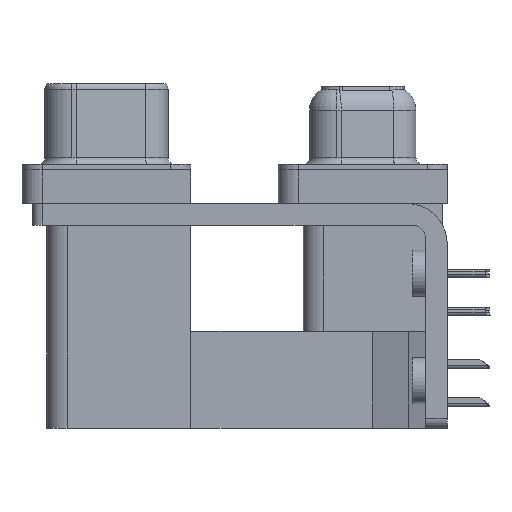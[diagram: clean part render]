
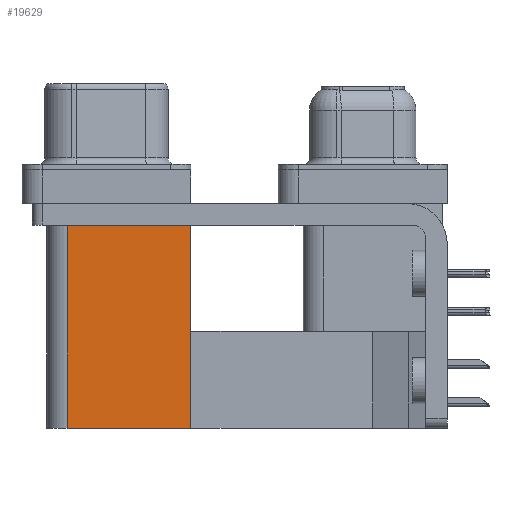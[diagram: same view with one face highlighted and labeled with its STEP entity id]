
A CAD part, left-side view. The second image highlights one B-rep face of the part: STEP entity #19629.
In plain terms, the highlighted planar face has unit normal (-1, 0, 0).
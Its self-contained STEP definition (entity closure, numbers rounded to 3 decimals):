
#2774 = DIRECTION ( 'NONE',  ( 0., 1., 0. ) ) ;
#5236 = VECTOR ( 'NONE', #2774, 1000. ) ;
#5855 = FACE_OUTER_BOUND ( 'NONE', #14619, .T. ) ;
#6243 = CARTESIAN_POINT ( 'NONE',  ( 3.79, 12.775, -19.2 ) ) ;
#6262 = VERTEX_POINT ( 'NONE', #37891 ) ;
#8899 = CARTESIAN_POINT ( 'NONE',  ( 3.79, 21.975, -19.2 ) ) ;
#9359 = LINE ( 'NONE', #25228, #37857 ) ;
#10270 = EDGE_CURVE ( 'NONE', #13977, #6262, #37523, .T. ) ;
#11798 = ORIENTED_EDGE ( 'NONE', *, *, #30774, .F. ) ;
#11901 = EDGE_CURVE ( 'NONE', #13977, #33307, #9359, .T. ) ;
#13977 = VERTEX_POINT ( 'NONE', #25957 ) ;
#14396 = CARTESIAN_POINT ( 'NONE',  ( 3.79, 12.775, -2.5 ) ) ;
#14540 = DIRECTION ( 'NONE',  ( 0., 0., 1. ) ) ;
#14619 = EDGE_LOOP ( 'NONE', ( #26271, #11798, #28193, #38070 ) ) ;
#15286 = PLANE ( 'NONE',  #26104 ) ;
#16235 = VECTOR ( 'NONE', #36731, 1000. ) ;
#17036 = CARTESIAN_POINT ( 'NONE',  ( 3.79, 21.975, -2.5 ) ) ;
#18668 = CARTESIAN_POINT ( 'NONE',  ( 3.79, 12.775, -19.2 ) ) ;
#19629 = ADVANCED_FACE ( 'NONE', ( #5855 ), #15286, .F. ) ;
#25228 = CARTESIAN_POINT ( 'NONE',  ( 3.79, 12.775, -19.2 ) ) ;
#25957 = CARTESIAN_POINT ( 'NONE',  ( 3.79, 12.775, -19.2 ) ) ;
#26104 = AXIS2_PLACEMENT_3D ( 'NONE', #6243, #30732, #27727 ) ;
#26271 = ORIENTED_EDGE ( 'NONE', *, *, #27351, .T. ) ;
#27351 = EDGE_CURVE ( 'NONE', #6262, #31448, #28488, .T. ) ;
#27727 = DIRECTION ( 'NONE',  ( 0., 0., -1. ) ) ;
#28193 = ORIENTED_EDGE ( 'NONE', *, *, #11901, .F. ) ;
#28488 = LINE ( 'NONE', #14396, #5236 ) ;
#28588 = CARTESIAN_POINT ( 'NONE',  ( 3.79, 21.975, -19.2 ) ) ;
#30326 = VECTOR ( 'NONE', #14540, 1000. ) ;
#30732 = DIRECTION ( 'NONE',  ( 1., 0., 0. ) ) ;
#30774 = EDGE_CURVE ( 'NONE', #33307, #31448, #35641, .T. ) ;
#31448 = VERTEX_POINT ( 'NONE', #17036 ) ;
#33307 = VERTEX_POINT ( 'NONE', #28588 ) ;
#35641 = LINE ( 'NONE', #8899, #30326 ) ;
#36731 = DIRECTION ( 'NONE',  ( 0., 0., 1. ) ) ;
#37483 = DIRECTION ( 'NONE',  ( 0., 1., 0. ) ) ;
#37523 = LINE ( 'NONE', #18668, #16235 ) ;
#37857 = VECTOR ( 'NONE', #37483, 1000. ) ;
#37891 = CARTESIAN_POINT ( 'NONE',  ( 3.79, 12.775, -2.5 ) ) ;
#38070 = ORIENTED_EDGE ( 'NONE', *, *, #10270, .T. ) ;
